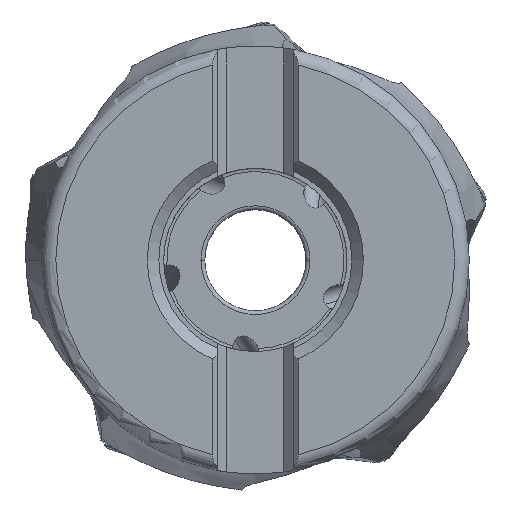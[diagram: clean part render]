
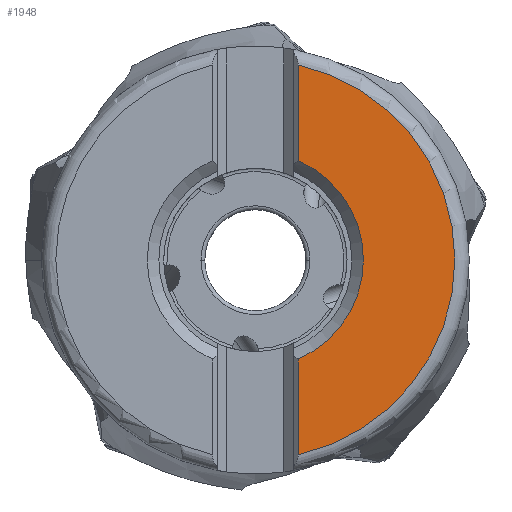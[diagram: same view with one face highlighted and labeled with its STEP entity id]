
A CAD part, top view. The second image highlights one B-rep face of the part: STEP entity #1948.
In plain terms, the highlighted planar face has unit normal (0, 0, 1).
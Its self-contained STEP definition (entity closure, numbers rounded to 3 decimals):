
#393=PLANE('',#10806);
#886=LINE('',#21026,#1445);
#887=LINE('',#21028,#1446);
#1445=VECTOR('',#12743,1.);
#1446=VECTOR('',#12744,1.);
#1948=ADVANCED_FACE('',(#2742),#393,.T.);
#2742=FACE_OUTER_BOUND('',#3301,.T.);
#3301=EDGE_LOOP('',(#5645,#5646,#5647,#5648,#5649));
#5645=ORIENTED_EDGE('',*,*,#9010,.T.);
#5646=ORIENTED_EDGE('',*,*,#9009,.F.);
#5647=ORIENTED_EDGE('',*,*,#9011,.T.);
#5648=ORIENTED_EDGE('',*,*,#9012,.F.);
#5649=ORIENTED_EDGE('',*,*,#9013,.F.);
#7731=VERTEX_POINT('',#21006);
#7734=VERTEX_POINT('',#21023);
#7735=VERTEX_POINT('',#21027);
#7736=VERTEX_POINT('',#21029);
#7737=VERTEX_POINT('',#21031);
#9009=EDGE_CURVE('',#7734,#7731,#9833,.T.);
#9010=EDGE_CURVE('',#7735,#7731,#886,.T.);
#9011=EDGE_CURVE('',#7734,#7736,#887,.T.);
#9012=EDGE_CURVE('',#7737,#7736,#9834,.T.);
#9013=EDGE_CURVE('',#7735,#7737,#9835,.T.);
#9833=CIRCLE('',#10802,11.225);
#9834=CIRCLE('',#10804,20.725);
#9835=CIRCLE('',#10805,20.725);
#10802=AXIS2_PLACEMENT_3D('',#21024,#12739,#12740);
#10804=AXIS2_PLACEMENT_3D('',#21030,#12745,#12746);
#10805=AXIS2_PLACEMENT_3D('',#21032,#12747,#12748);
#10806=AXIS2_PLACEMENT_3D('',#21033,#12749,#12750);
#12739=DIRECTION('',(0.,0.,1.));
#12740=DIRECTION('',(0.398,-0.917,0.));
#12743=DIRECTION('',(0.,-1.,0.));
#12744=DIRECTION('',(0.,-1.,0.));
#12745=DIRECTION('',(0.,0.,-1.));
#12746=DIRECTION('',(1.,-0.001,0.));
#12747=DIRECTION('',(0.,0.,-1.));
#12748=DIRECTION('',(0.216,0.976,0.));
#12749=DIRECTION('',(0.,0.,1.));
#12750=DIRECTION('',(-1.,0.,0.));
#21006=CARTESIAN_POINT('',(4.47,10.297,0.));
#21023=CARTESIAN_POINT('',(4.47,-10.297,0.));
#21024=CARTESIAN_POINT('',(0.,0.,0.));
#21026=CARTESIAN_POINT('',(4.47,20.237,0.));
#21027=CARTESIAN_POINT('',(4.47,20.237,0.));
#21028=CARTESIAN_POINT('',(4.47,-10.297,0.));
#21029=CARTESIAN_POINT('',(4.47,-20.237,0.));
#21030=CARTESIAN_POINT('',(0.,0.,0.));
#21031=CARTESIAN_POINT('',(20.725,-0.02,0.));
#21032=CARTESIAN_POINT('',(0.,0.,0.));
#21033=CARTESIAN_POINT('',(12.597,0.,0.));
